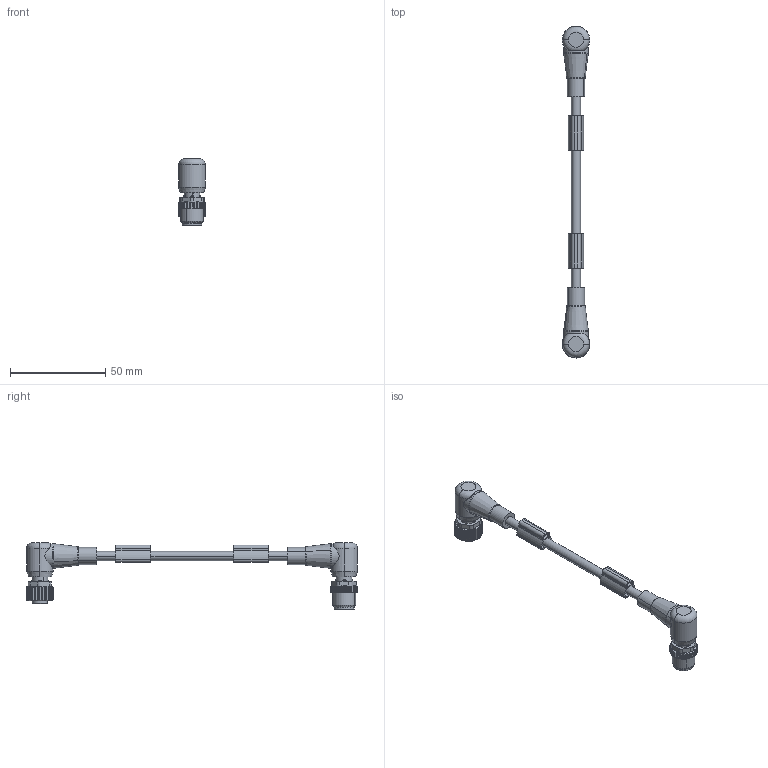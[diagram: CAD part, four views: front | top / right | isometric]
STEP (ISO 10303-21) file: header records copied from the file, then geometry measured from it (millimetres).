
FILE_DESCRIPTION(('CATIA V5 STEP Exchange','CAx-IF Rec.Pracs.--- Model Styling and Organization---1.4--- 2014-01-23'),'2;1');
FILE_NAME ('026017-3_0', '2021-06-25T07:59:31+00:00', ('none'), ('Weidmueller'), 'CATIA Version 5-6 Release 2016 SP3 HF44', 'CATIA V5 STEP AP214', 'none');
FILE_SCHEMA(('AUTOMOTIVE_DESIGN { 1 0 10303 214 1 1 1 1 }'));
Length unit declared in the file: millimetre
Products named in the file (1): 1906310100
Bounding box: 14.6 x 174.56 x 35 mm (x, y, z)
Volume: 15041.6 mm3; surface area: 13324.9 mm2
Topology: 26 solids, 26 shells, 1265 faces, 3139 edges, 1963 vertices
Faces by surface type: plane 489, cylinder 404, cone 184, torus 140, bspline 30, sphere 14, revolution 4
Entity records: 37318 total; most frequent: CARTESIAN_POINT 10615, ORIENTED_EDGE 6206, DIRECTION 4066, EDGE_CURVE 3103, AXIS2_PLACEMENT_3D 2010, VERTEX_POINT 1963, EDGE_LOOP 1384, ADVANCED_FACE 1265
